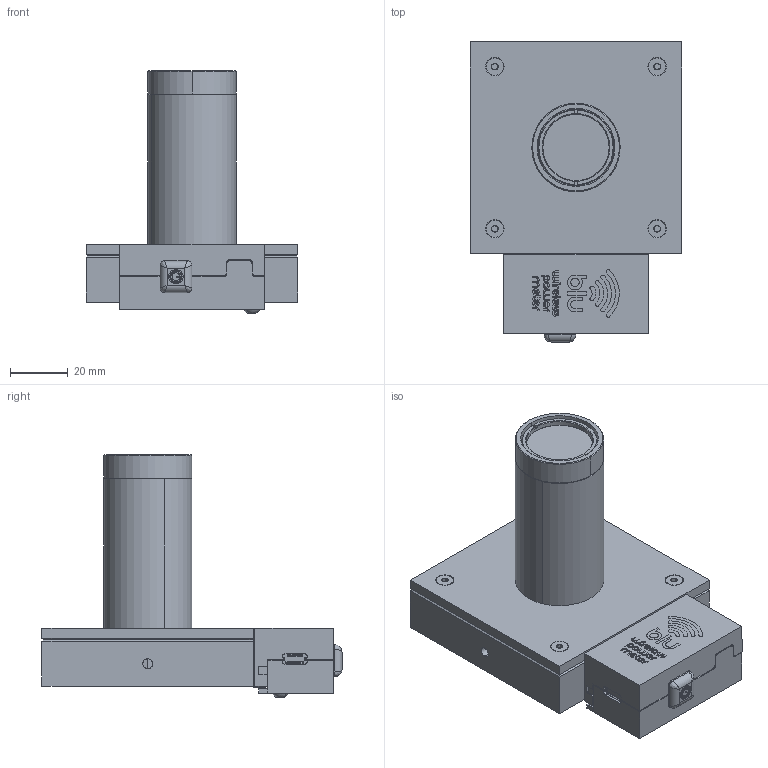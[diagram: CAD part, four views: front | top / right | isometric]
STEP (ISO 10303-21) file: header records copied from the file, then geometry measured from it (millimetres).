
FILE_DESCRIPTION (( 'STEP AP214' ), '1' );
FILE_NAME ('XLPF-3S-H2-BLU.STEP', '2019-03-25T19:50:07', ( '' ), ( '' ), 'SwSTEP 2.0', 'SolidWorks 2018', '' );
FILE_SCHEMA (( 'AUTOMOTIVE_DESIGN' ));
Length unit declared in the file: millimetre
Products named in the file (1): XLPF-3S-H2-BLU
Bounding box: 73 x 103.57 x 83.88 mm (x, y, z)
Surface area: 49745.3 mm2 (no closed solid volume)
Topology: 0 solids, 14 shells, 1332 faces, 3575 edges, 2314 vertices
Faces by surface type: cylinder 469, plane 465, bspline 261, cone 129, sphere 4, torus 4
Entity records: 66701 total; most frequent: CARTESIAN_POINT 22030, ORIENTED_EDGE 7106, DIRECTION 5034, EDGE_CURVE 3555, VERTEX_POINT 2314, LINE 1812, VECTOR 1812, AXIS2_PLACEMENT_3D 1611
